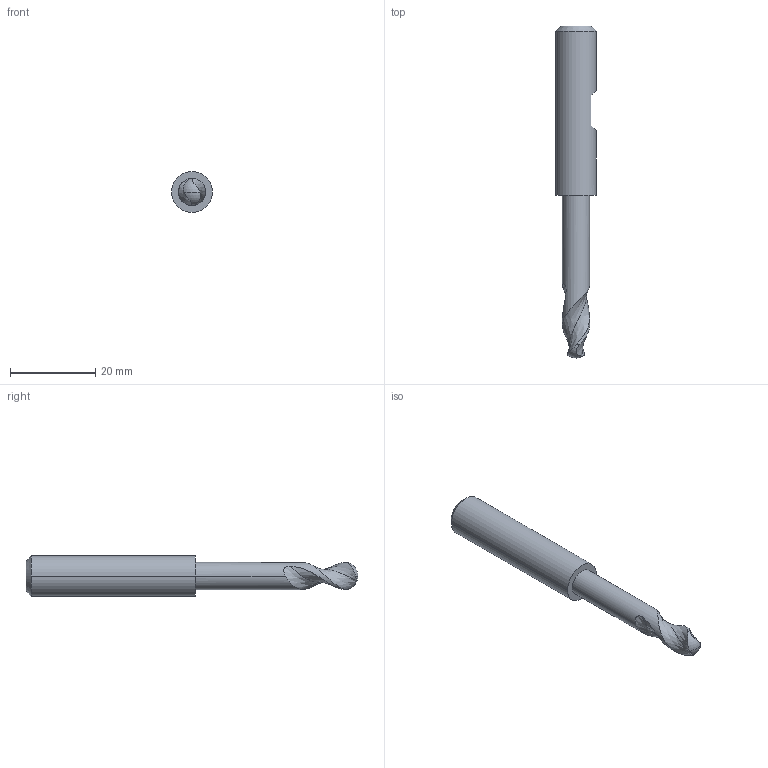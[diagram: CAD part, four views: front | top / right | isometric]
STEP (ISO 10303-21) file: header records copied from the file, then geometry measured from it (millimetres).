
FILE_DESCRIPTION(('produced by SPATIAL CORP'),'2;1');
FILE_NAME( 'bem_25s.prt.hh.sat.stp','2002-04-19T13:17:59+00:00',('SPATIAL CORP'),('SPATIAL CORP' ),'ACIS STEP Husk','http://www.spatial.com','SPATIAL CORP');
FILE_SCHEMA(('CONFIG_CONTROL_DESIGN'));
Length unit declared in the file: millimetre
Products named in the file (1): PRODUCT_ID_1
Bounding box: 9.53 x 77.79 x 9.53 mm (x, y, z)
Volume: 3751.8 mm3; surface area: 1991.7 mm2
Topology: 1 solids, 1 shells, 17 faces, 42 edges, 27 vertices
Faces by surface type: plane 5, cylinder 4, bspline 4, cone 2, sphere 2
Entity records: 3202 total; most frequent: CARTESIAN_POINT 2781, ORIENTED_EDGE 82, DIRECTION 57, EDGE_CURVE 41, VERTEX_POINT 27, AXIS2_PLACEMENT_3D 23, EDGE_LOOP 18, FACE_BOUND 18
